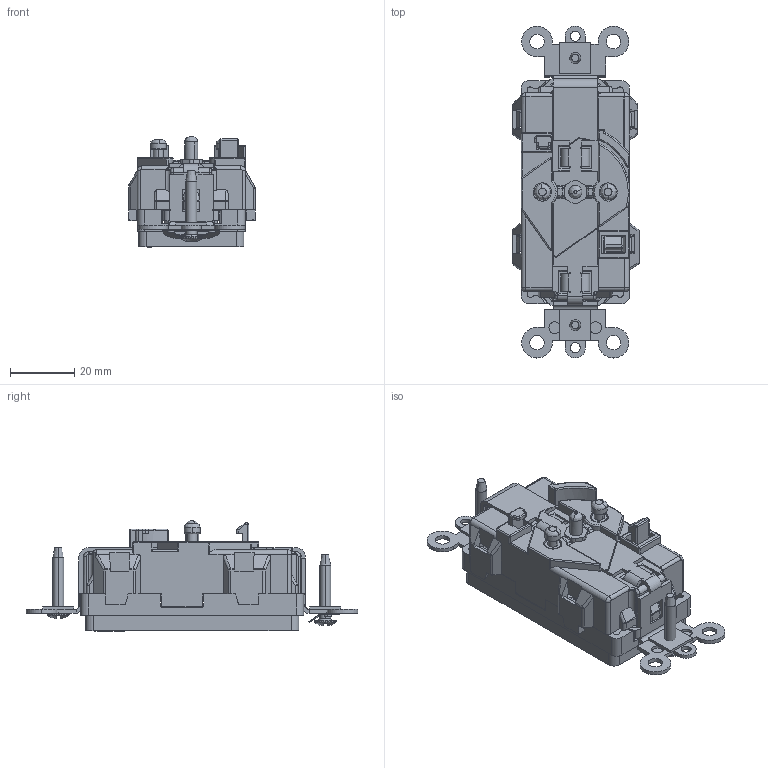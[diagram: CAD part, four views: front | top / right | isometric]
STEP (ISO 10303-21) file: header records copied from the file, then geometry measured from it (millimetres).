
FILE_DESCRIPTION (( 'STEP AP214' ), '1' );
FILE_NAME ('CATSTD-M1626-HGX-M01.STEP', '2020-09-30T15:16:59', ( '' ), ( '' ), 'SwSTEP 2.0', 'SolidWorks 2020', '' );
FILE_SCHEMA (( 'AUTOMOTIVE_DESIGN' ));
Length unit declared in the file: inch
Products named in the file (1): CATSTD-M1626-HGX-M01
Bounding box: 39.34 x 103.25 x 34.37 mm (x, y, z)
Volume: 20904.9 mm3; surface area: 26500.1 mm2
Topology: 11 solids, 11 shells, 1573 faces, 4326 edges, 2781 vertices
Faces by surface type: plane 973, cylinder 418, bspline 125, cone 52, torus 4, sphere 1
Entity records: 74697 total; most frequent: CARTESIAN_POINT 15827, ORIENTED_EDGE 8614, DIRECTION 7045, EDGE_CURVE 4307, LINE 2895, VECTOR 2895, VERTEX_POINT 2780, AXIS2_PLACEMENT_3D 2075
